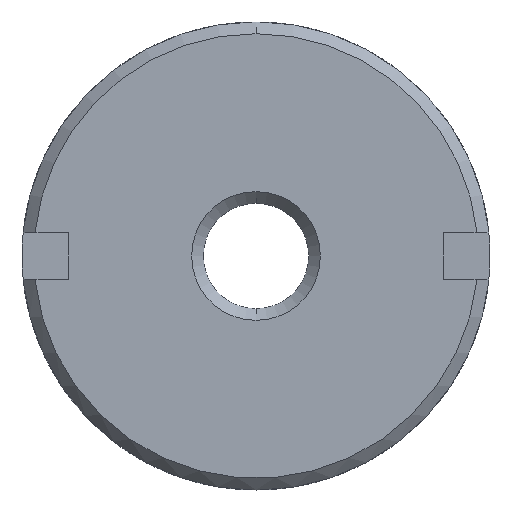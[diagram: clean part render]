
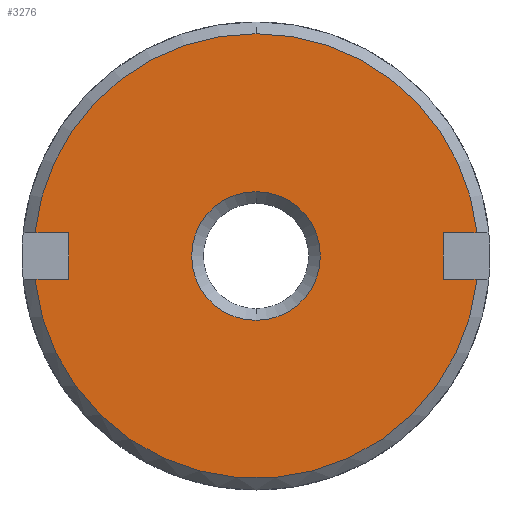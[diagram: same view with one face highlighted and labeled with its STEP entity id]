
A CAD part, front view. The second image highlights one B-rep face of the part: STEP entity #3276.
In plain terms, the highlighted planar face has unit normal (0, -1, 0).
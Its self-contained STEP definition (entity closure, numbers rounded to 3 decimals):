
#55 = DIRECTION ( 'NONE',  ( -1., 0., 0. ) ) ;
#82 = CIRCLE ( 'NONE', #4210, 2.75 ) ;
#179 = CARTESIAN_POINT ( 'NONE',  ( 0., 0., 0. ) ) ;
#232 = DIRECTION ( 'NONE',  ( 1., 0., 0. ) ) ;
#242 = VECTOR ( 'NONE', #3368, 1000. ) ;
#306 = VERTEX_POINT ( 'NONE', #1295 ) ;
#317 = CARTESIAN_POINT ( 'NONE',  ( 0., 0., 0. ) ) ;
#423 = DIRECTION ( 'NONE',  ( 1., 0., 0. ) ) ;
#447 = FACE_OUTER_BOUND ( 'NONE', #2303, .T. ) ;
#451 = ORIENTED_EDGE ( 'NONE', *, *, #2065, .F. ) ;
#532 = CIRCLE ( 'NONE', #1428, 9.5 ) ;
#550 = CARTESIAN_POINT ( 'NONE',  ( -8., 0., 1. ) ) ;
#619 = EDGE_CURVE ( 'NONE', #1306, #4575, #82, .T. ) ;
#706 = EDGE_CURVE ( 'NONE', #4575, #1306, #3033, .T. ) ;
#720 = DIRECTION ( 'NONE',  ( 0., 1., 0. ) ) ;
#743 = CARTESIAN_POINT ( 'NONE',  ( 0., 0., 0. ) ) ;
#799 = FACE_BOUND ( 'NONE', #2580, .T. ) ;
#905 = VECTOR ( 'NONE', #3578, 1000. ) ;
#917 = ORIENTED_EDGE ( 'NONE', *, *, #3780, .T. ) ;
#932 = CARTESIAN_POINT ( 'NONE',  ( 0., 0., -2.75 ) ) ;
#961 = DIRECTION ( 'NONE',  ( 0., -1., 0. ) ) ;
#1083 = VERTEX_POINT ( 'NONE', #3355 ) ;
#1096 = DIRECTION ( 'NONE',  ( 0., 0., 1. ) ) ;
#1120 = LINE ( 'NONE', #3989, #905 ) ;
#1295 = CARTESIAN_POINT ( 'NONE',  ( -9.447, 0., 1. ) ) ;
#1306 = VERTEX_POINT ( 'NONE', #4166 ) ;
#1354 = DIRECTION ( 'NONE',  ( 0., 1., 0. ) ) ;
#1428 = AXIS2_PLACEMENT_3D ( 'NONE', #3210, #4631, #4206 ) ;
#1447 = ORIENTED_EDGE ( 'NONE', *, *, #1553, .T. ) ;
#1553 = EDGE_CURVE ( 'NONE', #2659, #1083, #1923, .T. ) ;
#1650 = AXIS2_PLACEMENT_3D ( 'NONE', #1670, #961, #3120 ) ;
#1670 = CARTESIAN_POINT ( 'NONE',  ( 0., 0., 0. ) ) ;
#1693 = CARTESIAN_POINT ( 'NONE',  ( 8., 0., -1. ) ) ;
#1704 = DIRECTION ( 'NONE',  ( 0., 0., -1. ) ) ;
#1716 = EDGE_CURVE ( 'NONE', #3035, #3787, #3655, .T. ) ;
#1781 = CARTESIAN_POINT ( 'NONE',  ( -9.447, 0., -1. ) ) ;
#1826 = VERTEX_POINT ( 'NONE', #4649 ) ;
#1855 = VERTEX_POINT ( 'NONE', #1693 ) ;
#1861 = LINE ( 'NONE', #3295, #2745 ) ;
#1923 = LINE ( 'NONE', #550, #242 ) ;
#1972 = ORIENTED_EDGE ( 'NONE', *, *, #2287, .T. ) ;
#2035 = AXIS2_PLACEMENT_3D ( 'NONE', #317, #2466, #4599 ) ;
#2065 = EDGE_CURVE ( 'NONE', #4495, #1826, #1120, .T. ) ;
#2071 = ORIENTED_EDGE ( 'NONE', *, *, #1716, .T. ) ;
#2220 = AXIS2_PLACEMENT_3D ( 'NONE', #743, #720, #1096 ) ;
#2271 = LINE ( 'NONE', #3682, #4458 ) ;
#2281 = LINE ( 'NONE', #3671, #2479 ) ;
#2287 = EDGE_CURVE ( 'NONE', #4128, #306, #532, .T. ) ;
#2298 = EDGE_CURVE ( 'NONE', #4495, #4128, #3918, .T. ) ;
#2303 = EDGE_LOOP ( 'NONE', ( #2071, #3413, #3943, #451, #3640, #1972, #917, #1447, #2961 ) ) ;
#2412 = LINE ( 'NONE', #3067, #4450 ) ;
#2466 = DIRECTION ( 'NONE',  ( 0., 1., 0. ) ) ;
#2479 = VECTOR ( 'NONE', #232, 1000. ) ;
#2580 = EDGE_LOOP ( 'NONE', ( #3830, #3844 ) ) ;
#2659 = VERTEX_POINT ( 'NONE', #4015 ) ;
#2745 = VECTOR ( 'NONE', #55, 1000. ) ;
#2763 = CARTESIAN_POINT ( 'NONE',  ( 9.447, 0., -1. ) ) ;
#2961 = ORIENTED_EDGE ( 'NONE', *, *, #3528, .T. ) ;
#2972 = DIRECTION ( 'NONE',  ( 0., 0., 1. ) ) ;
#3033 = CIRCLE ( 'NONE', #2035, 2.75 ) ;
#3035 = VERTEX_POINT ( 'NONE', #1781 ) ;
#3067 = CARTESIAN_POINT ( 'NONE',  ( 8., 0., 1. ) ) ;
#3077 = EDGE_CURVE ( 'NONE', #1855, #3787, #2271, .T. ) ;
#3120 = DIRECTION ( 'NONE',  ( 0., 0., 1. ) ) ;
#3124 = AXIS2_PLACEMENT_3D ( 'NONE', #3294, #3697, #2972 ) ;
#3137 = DIRECTION ( 'NONE',  ( 0., 0., 1. ) ) ;
#3210 = CARTESIAN_POINT ( 'NONE',  ( 0., 0., 0. ) ) ;
#3276 = ADVANCED_FACE ( 'NONE', ( #799, #447 ), #3961, .F. ) ;
#3294 = CARTESIAN_POINT ( 'NONE',  ( 0., 0., 0. ) ) ;
#3295 = CARTESIAN_POINT ( 'NONE',  ( -10., 0., -1. ) ) ;
#3355 = CARTESIAN_POINT ( 'NONE',  ( -8., 0., -1. ) ) ;
#3368 = DIRECTION ( 'NONE',  ( 0., 0., -1. ) ) ;
#3413 = ORIENTED_EDGE ( 'NONE', *, *, #3077, .F. ) ;
#3528 = EDGE_CURVE ( 'NONE', #1083, #3035, #1861, .T. ) ;
#3578 = DIRECTION ( 'NONE',  ( -1., 0., 0. ) ) ;
#3640 = ORIENTED_EDGE ( 'NONE', *, *, #2298, .T. ) ;
#3655 = CIRCLE ( 'NONE', #3124, 9.5 ) ;
#3671 = CARTESIAN_POINT ( 'NONE',  ( -10., 0., 1. ) ) ;
#3682 = CARTESIAN_POINT ( 'NONE',  ( 10., 0., -1. ) ) ;
#3697 = DIRECTION ( 'NONE',  ( 0., -1., 0. ) ) ;
#3780 = EDGE_CURVE ( 'NONE', #306, #2659, #2281, .T. ) ;
#3787 = VERTEX_POINT ( 'NONE', #2763 ) ;
#3830 = ORIENTED_EDGE ( 'NONE', *, *, #706, .T. ) ;
#3844 = ORIENTED_EDGE ( 'NONE', *, *, #619, .T. ) ;
#3918 = CIRCLE ( 'NONE', #1650, 9.5 ) ;
#3943 = ORIENTED_EDGE ( 'NONE', *, *, #4534, .F. ) ;
#3961 = PLANE ( 'NONE',  #2220 ) ;
#3989 = CARTESIAN_POINT ( 'NONE',  ( 10., 0., 1. ) ) ;
#4015 = CARTESIAN_POINT ( 'NONE',  ( -8., 0., 1. ) ) ;
#4128 = VERTEX_POINT ( 'NONE', #4198 ) ;
#4166 = CARTESIAN_POINT ( 'NONE',  ( 0., 0., 2.75 ) ) ;
#4198 = CARTESIAN_POINT ( 'NONE',  ( 0., 0., 9.5 ) ) ;
#4206 = DIRECTION ( 'NONE',  ( 0., 0., 1. ) ) ;
#4210 = AXIS2_PLACEMENT_3D ( 'NONE', #179, #1354, #3137 ) ;
#4450 = VECTOR ( 'NONE', #1704, 1000. ) ;
#4458 = VECTOR ( 'NONE', #423, 1000. ) ;
#4495 = VERTEX_POINT ( 'NONE', #4545 ) ;
#4534 = EDGE_CURVE ( 'NONE', #1826, #1855, #2412, .T. ) ;
#4545 = CARTESIAN_POINT ( 'NONE',  ( 9.447, 0., 1. ) ) ;
#4575 = VERTEX_POINT ( 'NONE', #932 ) ;
#4599 = DIRECTION ( 'NONE',  ( 0., 0., 1. ) ) ;
#4631 = DIRECTION ( 'NONE',  ( 0., -1., 0. ) ) ;
#4649 = CARTESIAN_POINT ( 'NONE',  ( 8., 0., 1. ) ) ;
